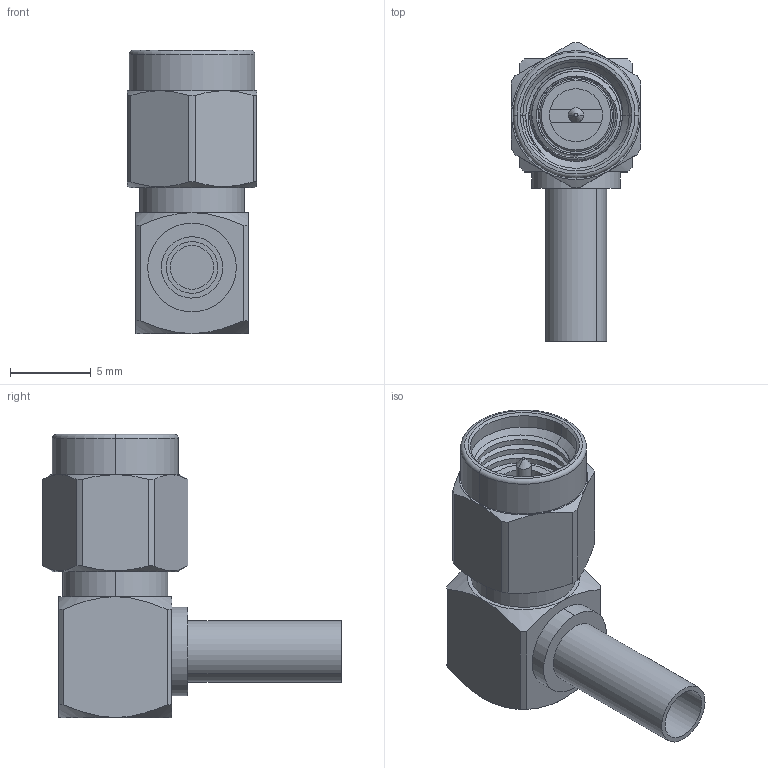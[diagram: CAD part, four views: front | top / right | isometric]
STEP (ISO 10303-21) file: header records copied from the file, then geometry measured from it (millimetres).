
FILE_DESCRIPTION (( 'STEP AP214' ), '1' );
FILE_NAME ('30-105-D3-AD.STEP', '2024-08-09T07:07:01', ( '' ), ( '' ), 'SwSTEP 2.0', 'SolidWorks 2024', '' );
FILE_SCHEMA (( 'AUTOMOTIVE_DESIGN' ));
Length unit declared in the file: millimetre
Products named in the file (1): 30-105-D3-AD
Bounding box: 8 x 18.5 x 17.55 mm (x, y, z)
Surface area: 990.2 mm2 (no closed solid volume)
Topology: 0 solids, 6 shells, 103 faces, 280 edges, 183 vertices
Faces by surface type: cylinder 41, cone 31, plane 24, bspline 5, torus 2
Entity records: 6046 total; most frequent: CARTESIAN_POINT 3659, ORIENTED_EDGE 492, DIRECTION 469, EDGE_CURVE 280, AXIS2_PLACEMENT_3D 198, VERTEX_POINT 183, EDGE_LOOP 112, ADVANCED_FACE 103
